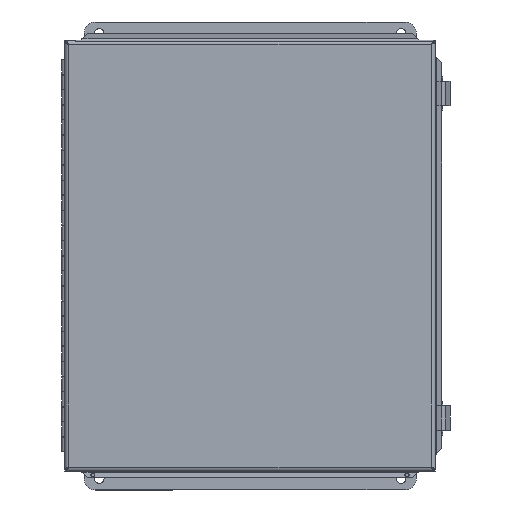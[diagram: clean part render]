
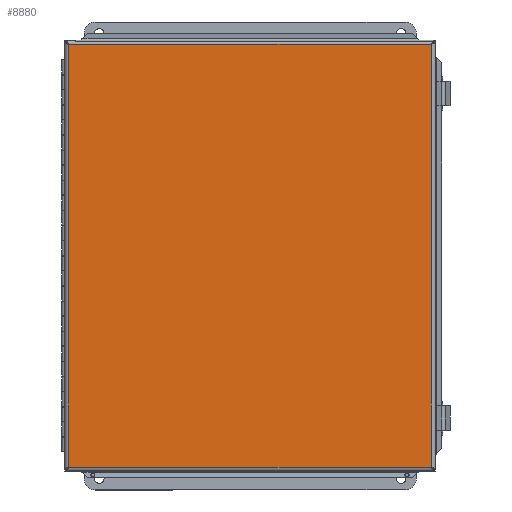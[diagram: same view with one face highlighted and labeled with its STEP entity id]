
A CAD part, top view. The second image highlights one B-rep face of the part: STEP entity #8880.
In plain terms, the highlighted planar face has unit normal (0, 0, 1).
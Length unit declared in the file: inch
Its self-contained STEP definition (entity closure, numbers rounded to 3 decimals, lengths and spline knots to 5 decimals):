
#876=PLANE('',#9763);
#1495=LINE('',#14620,#2376);
#1535=LINE('',#14888,#2416);
#1638=LINE('',#15288,#2519);
#1639=LINE('',#15290,#2520);
#2376=VECTOR('',#11367,0.3937);
#2416=VECTOR('',#11431,0.3937);
#2519=VECTOR('',#11702,0.3937);
#2520=VECTOR('',#11705,0.3937);
#3202=FACE_OUTER_BOUND('',#3743,.T.);
#3743=EDGE_LOOP('',(#7961,#7962,#7963,#7964));
#4553=VERTEX_POINT('',#14341);
#4584=VERTEX_POINT('',#14489);
#4612=VERTEX_POINT('',#14619);
#4632=VERTEX_POINT('',#14801);
#5637=EDGE_CURVE('',#4612,#4584,#1495,.T.);
#5688=EDGE_CURVE('',#4553,#4632,#1535,.T.);
#5821=EDGE_CURVE('',#4584,#4553,#1638,.T.);
#5822=EDGE_CURVE('',#4632,#4612,#1639,.T.);
#7961=ORIENTED_EDGE('',*,*,#5821,.T.);
#7962=ORIENTED_EDGE('',*,*,#5688,.T.);
#7963=ORIENTED_EDGE('',*,*,#5822,.T.);
#7964=ORIENTED_EDGE('',*,*,#5637,.T.);
#8880=ADVANCED_FACE('',(#3202),#876,.T.);
#9763=AXIS2_PLACEMENT_3D('',#15291,#11706,#11707);
#11367=DIRECTION('',(0.,-1.,0.));
#11431=DIRECTION('',(0.,1.,0.));
#11702=DIRECTION('',(1.,0.,0.));
#11705=DIRECTION('',(-1.,0.,0.));
#11706=DIRECTION('center_axis',(0.,0.,1.));
#11707=DIRECTION('ref_axis',(1.,0.,0.));
#14341=CARTESIAN_POINT('',(6.0035,-7.0035,0.059));
#14489=CARTESIAN_POINT('',(-6.0035,-7.0035,0.059));
#14619=CARTESIAN_POINT('',(-6.0035,7.0035,0.059));
#14620=CARTESIAN_POINT('',(-6.0035,3.50175,0.059));
#14801=CARTESIAN_POINT('',(6.0035,7.0035,0.059));
#14888=CARTESIAN_POINT('',(6.0035,-3.50175,0.059));
#15288=CARTESIAN_POINT('',(-3.00175,-7.0035,0.059));
#15290=CARTESIAN_POINT('',(3.00175,7.0035,0.059));
#15291=CARTESIAN_POINT('Origin',(0.,0.,
0.059));
